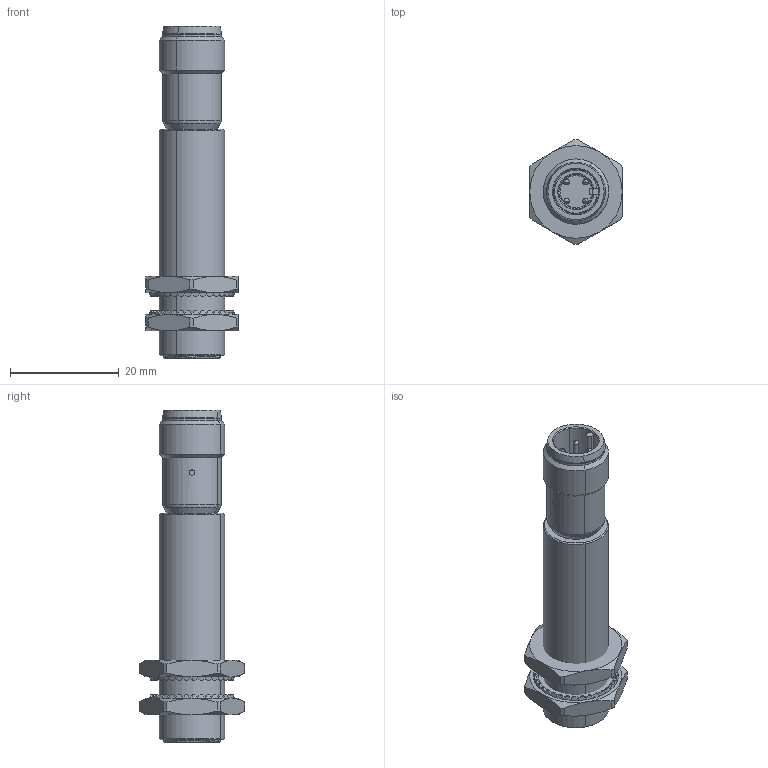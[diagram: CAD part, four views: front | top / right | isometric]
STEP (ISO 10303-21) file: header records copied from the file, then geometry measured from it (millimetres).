
FILE_DESCRIPTION(('STEP AP242'),'1');
FILE_NAME('xs1m12kp340d.stp','2020-02-12T12:48:55',('TraceParts'),('TraceParts S.A.'),'Spatial InterOp 3D',' ',' ');
FILE_SCHEMA(('AP242_MANAGED_MODEL_BASED_3D_ENGINEERING_MIM_LF {1 0 10303 442 1 1 4}'));
Length unit declared in the file: millimetre
Products named in the file (1): xs1m12kp340d_1
Bounding box: 17 x 19.33 x 61 mm (x, y, z)
Volume: 4071.7 mm3; surface area: 6464 mm2
Topology: 6 solids, 6 shells, 484 faces, 1323 edges, 851 vertices
Faces by surface type: plane 265, cone 138, cylinder 57, sphere 12, torus 10, bspline 2
Entity records: 20778 total; most frequent: CARTESIAN_POINT 5271, ORIENTED_EDGE 2622, DIRECTION 2199, EDGE_CURVE 1311, AXIS2_PLACEMENT_3D 922, VERTEX_POINT 851, B_SPLINE_CURVE_WITH_KNOTS 522, EDGE_LOOP 504
